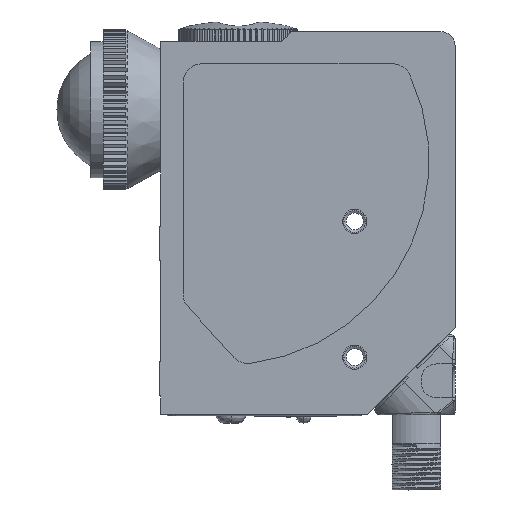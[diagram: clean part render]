
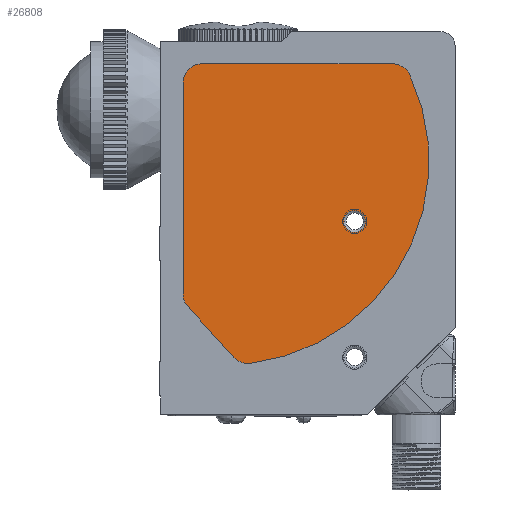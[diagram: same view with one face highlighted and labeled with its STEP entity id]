
A CAD part, left-side view. The second image highlights one B-rep face of the part: STEP entity #26808.
In plain terms, the highlighted planar face has unit normal (-1, 0, 0).
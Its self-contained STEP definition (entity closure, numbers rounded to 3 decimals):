
#6633=CARTESIAN_POINT('',(-15.45,21.75,-13.549));
#6634=DIRECTION('',(-1.,0.,0.));
#6635=DIRECTION('',(0.,1.,0.));
#6636=AXIS2_PLACEMENT_3D('',#6633,#6634,#6635);
#6638=DIRECTION('',(0.,0.,1.));
#6639=VECTOR('',#6638,43.449);
#6640=CARTESIAN_POINT('',(-15.45,25.75,-13.549));
#6641=LINE('',#6640,#6639);
#6642=CARTESIAN_POINT('',(-15.45,21.75,29.9));
#6643=DIRECTION('',(-1.,0.,0.));
#6644=DIRECTION('',(0.,0.,1.));
#6645=AXIS2_PLACEMENT_3D('',#6642,#6643,#6644);
#6647=DIRECTION('',(0.,-1.,0.));
#6648=VECTOR('',#6647,39.144);
#6649=CARTESIAN_POINT('',(-15.45,21.75,33.9));
#6650=LINE('',#6649,#6648);
#6651=CARTESIAN_POINT('',(-15.45,-17.394,29.9));
#6652=DIRECTION('',(-1.,0.,0.));
#6653=DIRECTION('',(0.,-0.906,0.424));
#6654=AXIS2_PLACEMENT_3D('',#6651,#6652,#6653);
#6656=CARTESIAN_POINT('',(-15.45,17.019,13.783));
#6657=DIRECTION('',(1.,0.,0.));
#6658=DIRECTION('',(0.,-0.906,0.424));
#6659=AXIS2_PLACEMENT_3D('',#6656,#6657,#6658);
#6661=CARTESIAN_POINT('',(-15.45,12.284,-23.921));
#6662=DIRECTION('',(-1.,0.,0.));
#6663=DIRECTION('',(0.,0.739,-0.674));
#6664=AXIS2_PLACEMENT_3D('',#6661,#6662,#6663);
#6666=DIRECTION('',(0.,0.674,0.739));
#6667=VECTOR('',#6666,14.042);
#6668=CARTESIAN_POINT('',(-15.45,15.239,-26.617));
#6669=LINE('',#6668,#6667);
#6670=CARTESIAN_POINT('',(-15.45,-9.65,1.4));
#6671=DIRECTION('',(1.,0.,0.));
#6672=DIRECTION('',(0.,-1.,0.));
#6673=AXIS2_PLACEMENT_3D('',#6670,#6671,#6672);
#6675=CARTESIAN_POINT('',(-15.45,-9.65,1.4));
#6676=DIRECTION('',(1.,0.,0.));
#6677=DIRECTION('',(0.,1.,0.));
#6678=AXIS2_PLACEMENT_3D('',#6675,#6676,#6677);
#12118=CARTESIAN_POINT('',(-15.45,-11.9,1.4));
#12119=VERTEX_POINT('',#12118);
#12122=CARTESIAN_POINT('',(-15.45,-7.4,1.4));
#12123=VERTEX_POINT('',#12122);
#12164=CARTESIAN_POINT('',(-15.45,25.75,-13.549));
#12166=VERTEX_POINT('',#12164);
#12168=CARTESIAN_POINT('',(-15.45,24.705,-16.246));
#12169=VERTEX_POINT('',#12168);
#12172=CARTESIAN_POINT('',(-15.45,15.239,-26.617));
#12174=VERTEX_POINT('',#12172);
#12176=CARTESIAN_POINT('',(-15.45,11.786,-27.89));
#12177=VERTEX_POINT('',#12176);
#12180=CARTESIAN_POINT('',(-15.45,21.75,33.9));
#12182=VERTEX_POINT('',#12180);
#12184=CARTESIAN_POINT('',(-15.45,25.75,29.9));
#12185=VERTEX_POINT('',#12184);
#12188=CARTESIAN_POINT('',(-15.45,-21.016,31.597));
#12190=VERTEX_POINT('',#12188);
#12192=CARTESIAN_POINT('',(-15.45,-17.394,33.9));
#12193=VERTEX_POINT('',#12192);
#26781=CARTESIAN_POINT('',(-15.45,0.,0.));
#26782=DIRECTION('',(1.,0.,0.));
#26783=DIRECTION('',(0.,0.,-1.));
#26784=AXIS2_PLACEMENT_3D('',#26781,#26782,#26783);
#26785=PLANE('',#26784);
#26787=ORIENTED_EDGE('',*,*,#26786,.F.);
#26789=ORIENTED_EDGE('',*,*,#26788,.T.);
#26791=ORIENTED_EDGE('',*,*,#26790,.F.);
#26793=ORIENTED_EDGE('',*,*,#26792,.T.);
#26795=ORIENTED_EDGE('',*,*,#26794,.F.);
#26797=ORIENTED_EDGE('',*,*,#26796,.T.);
#26799=ORIENTED_EDGE('',*,*,#26798,.F.);
#26801=ORIENTED_EDGE('',*,*,#26800,.T.);
#26802=EDGE_LOOP('',(#26787,#26789,#26791,#26793,#26795,#26797,#26799,#26801));
#26803=FACE_OUTER_BOUND('',#26802,.F.);
#26804=ORIENTED_EDGE('',*,*,#26774,.F.);
#26805=ORIENTED_EDGE('',*,*,#26763,.F.);
#26806=EDGE_LOOP('',(#26804,#26805));
#26807=FACE_BOUND('',#26806,.F.);
#26808=ADVANCED_FACE('',(#26803,#26807),#26785,.F.);
#6637=CIRCLE('',#6636,4.);
#6646=CIRCLE('',#6645,4.);
#6655=CIRCLE('',#6654,4.);
#6660=CIRCLE('',#6659,42.);
#6665=CIRCLE('',#6664,4.);
#6674=CIRCLE('',#6673,2.25);
#6679=CIRCLE('',#6678,2.25);
#26763=EDGE_CURVE('',#12123,#12119,#6679,.T.);
#26774=EDGE_CURVE('',#12119,#12123,#6674,.T.);
#26786=EDGE_CURVE('',#12166,#12169,#6637,.T.);
#26788=EDGE_CURVE('',#12166,#12185,#6641,.T.);
#26790=EDGE_CURVE('',#12182,#12185,#6646,.T.);
#26792=EDGE_CURVE('',#12182,#12193,#6650,.T.);
#26794=EDGE_CURVE('',#12190,#12193,#6655,.T.);
#26796=EDGE_CURVE('',#12190,#12177,#6660,.T.);
#26798=EDGE_CURVE('',#12174,#12177,#6665,.T.);
#26800=EDGE_CURVE('',#12174,#12169,#6669,.T.);
